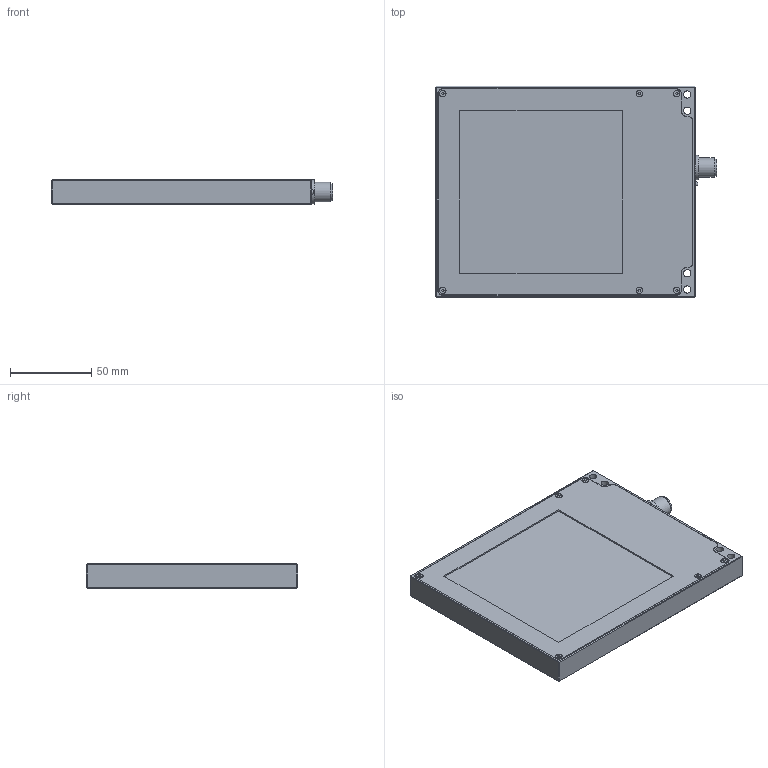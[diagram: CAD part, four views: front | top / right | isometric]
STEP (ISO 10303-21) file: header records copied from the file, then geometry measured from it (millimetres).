
FILE_DESCRIPTION(/* description */ ('DISO X xxx'),/* implementation_level */ '2;1');
FILE_NAME(/* name */ 'BEK-F100x100-GxTI-IBS.stp',/* time_stamp */ '2015-07-21T15:26:58+02:00',/* author */ ('lsa'),/* organization */ (''),/* preprocessor_version */ 'ST-DEVELOPER v15.6',/* originating_system */ 'Autodesk Inventor 2015',/* authorisation */ '');
FILE_SCHEMA (('AUTOMOTIVE_DESIGN { 1 0 10303 214 3 1 1 }'));
Length unit declared in the file: millimetre
Products named in the file (1): Bauteil41
Bounding box: 173 x 130 x 15.1 mm (x, y, z)
Volume: 300746.6 mm3; surface area: 54182.5 mm2
Topology: 5 solids, 18 shells, 267 faces, 571 edges, 359 vertices
Faces by surface type: plane 177, cylinder 66, cone 23, bspline 1
Full cylindrical faces by diameter (mm): 0.7 x4, 1.567 x6, 1.7 x4, 1.8 x4, 2.5 x6, 2.8 x1, 3 x3, 4 x6, 4.5 x4, 7.85 x1, 8.5 x1, 8.8 x1, 9.45 x1, 9.5 x1, 9.9 x1, 10 x1, 10.5 x1, 12 x1, 15 x1
Entity records: 6881 total; most frequent: DIRECTION 1154, CARTESIAN_POINT 1094, ORIENTED_EDGE 938, EDGE_CURVE 469, AXIS2_PLACEMENT_3D 419, EDGE_LOOP 386, VERTEX_POINT 329, LINE 316
